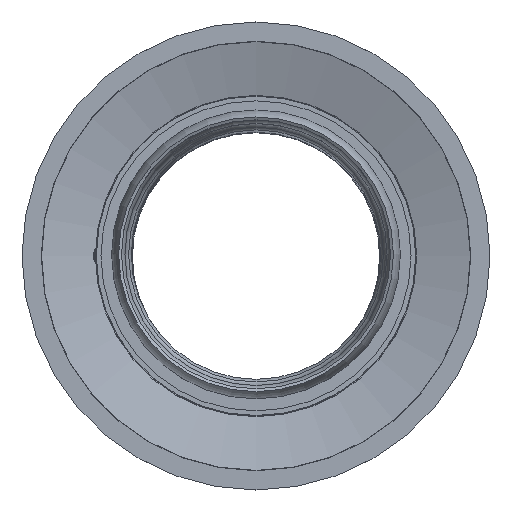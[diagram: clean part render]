
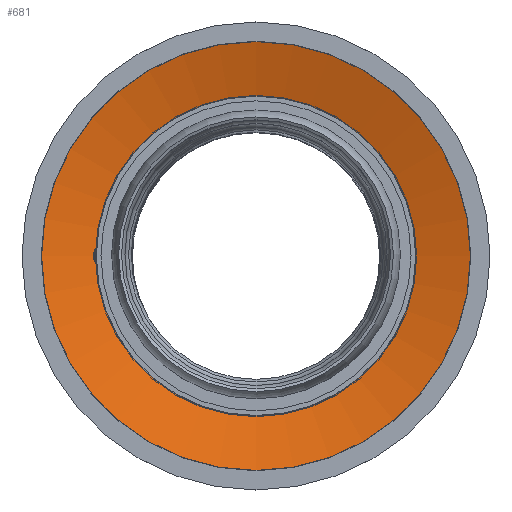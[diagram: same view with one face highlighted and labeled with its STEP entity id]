
A CAD part, top view. The second image highlights one B-rep face of the part: STEP entity #681.
In plain terms, the highlighted conical face has half-angle 73.823 degrees and reference radius 1599.91 mm.
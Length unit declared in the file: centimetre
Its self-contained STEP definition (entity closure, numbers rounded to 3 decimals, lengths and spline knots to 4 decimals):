
#44=CONICAL_SURFACE('',#809,159.9907,1.288);
#91=FACE_OUTER_BOUND('',#145,.T.);
#145=EDGE_LOOP('',(#474,#475,#476,#477,#478));
#204=CIRCLE('',#808,136.75);
#205=CIRCLE('',#810,183.2313);
#206=CIRCLE('',#811,183.2313);
#282=VERTEX_POINT('',#1245);
#283=VERTEX_POINT('',#1249);
#284=VERTEX_POINT('',#1251);
#355=EDGE_CURVE('',#282,#282,#204,.T.);
#356=EDGE_CURVE('',#282,#283,#745,.T.);
#357=EDGE_CURVE('',#284,#283,#205,.T.);
#358=EDGE_CURVE('',#283,#284,#206,.T.);
#474=ORIENTED_EDGE('',*,*,#355,.T.);
#475=ORIENTED_EDGE('',*,*,#356,.T.);
#476=ORIENTED_EDGE('',*,*,#357,.F.);
#477=ORIENTED_EDGE('',*,*,#358,.F.);
#478=ORIENTED_EDGE('',*,*,#356,.F.);
#681=ADVANCED_FACE('',(#91),#44,.F.);
#745=LINE('',#1250,#770);
#770=VECTOR('',#970,159.9907);
#808=AXIS2_PLACEMENT_3D('',#1247,#966,#967);
#809=AXIS2_PLACEMENT_3D('',#1248,#968,#969);
#810=AXIS2_PLACEMENT_3D('',#1252,#971,#972);
#811=AXIS2_PLACEMENT_3D('',#1253,#973,#974);
#966=DIRECTION('center_axis',(0.,0.,-1.));
#967=DIRECTION('ref_axis',(1.,0.,0.));
#968=DIRECTION('center_axis',(0.,0.,1.));
#969=DIRECTION('ref_axis',(-1.,0.,0.));
#970=DIRECTION('',(0.96,0.,0.279));
#971=DIRECTION('center_axis',(0.,0.,-1.));
#972=DIRECTION('ref_axis',(1.,0.,0.));
#973=DIRECTION('center_axis',(0.,0.,-1.));
#974=DIRECTION('ref_axis',(1.,0.,0.));
#1245=CARTESIAN_POINT('',(136.75,0.,218.5136));
#1247=CARTESIAN_POINT('Origin',(0.,0.,
218.5136));
#1248=CARTESIAN_POINT('Origin',(0.,0.,
225.2554));
#1249=CARTESIAN_POINT('',(183.2313,0.,231.9971));
#1250=CARTESIAN_POINT('',(159.9907,0.,225.2554));
#1251=CARTESIAN_POINT('',(0.,-183.2313,231.9971));
#1252=CARTESIAN_POINT('Origin',(0.,0.,
231.9971));
#1253=CARTESIAN_POINT('Origin',(0.,0.,
231.9971));
